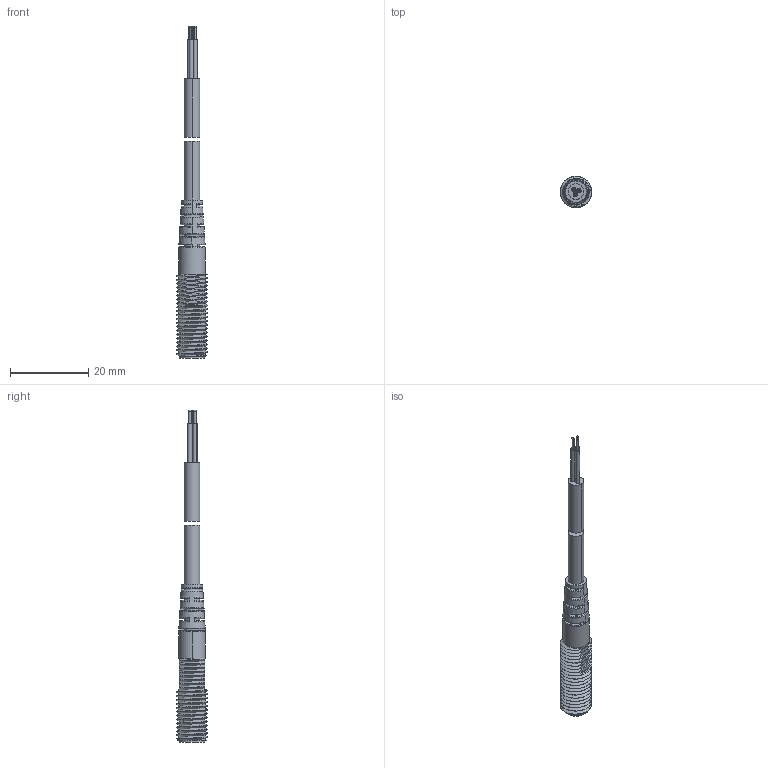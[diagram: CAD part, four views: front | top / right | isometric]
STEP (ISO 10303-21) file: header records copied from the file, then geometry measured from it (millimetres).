
FILE_DESCRIPTION((''),'2;1');
FILE_NAME('OCN1-0802X-X3SX','2017-02-20T',('Administrator'),(''),'PRO/ENGINEER BY PARAMETRIC TECHNOLOGY CORPORATION, 2007170','PRO/ENGINEER BY PARAMETRIC TECHNOLOGY CORPORATION, 2007170','');
FILE_SCHEMA(('CONFIG_CONTROL_DESIGN'));
Length unit declared in the file: millimetre
Products named in the file (1): OCN1-0802X-X3SX
Bounding box: 8 x 8 x 84.9 mm (x, y, z)
Volume: 1819.1 mm3; surface area: 2049.5 mm2
Topology: 2 solids, 2 shells, 195 faces, 532 edges, 345 vertices
Faces by surface type: plane 74, cylinder 73, torus 20, bspline 17, sphere 6, cone 5
Entity records: 10273 total; most frequent: CARTESIAN_POINT 5538, ORIENTED_EDGE 1052, DIRECTION 895, EDGE_CURVE 526, AXIS2_PLACEMENT_3D 350, VERTEX_POINT 345, EDGE_LOOP 205, VECTOR 195
